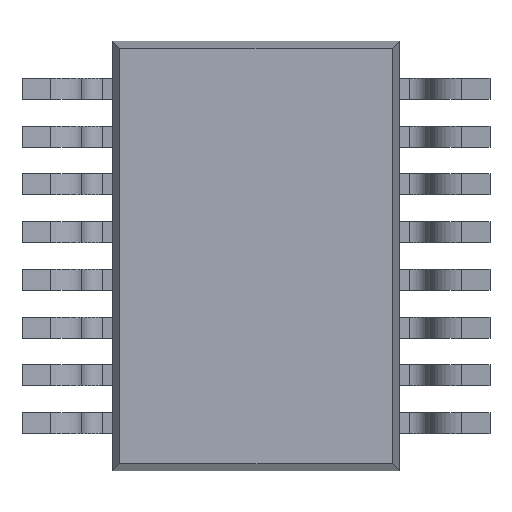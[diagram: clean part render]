
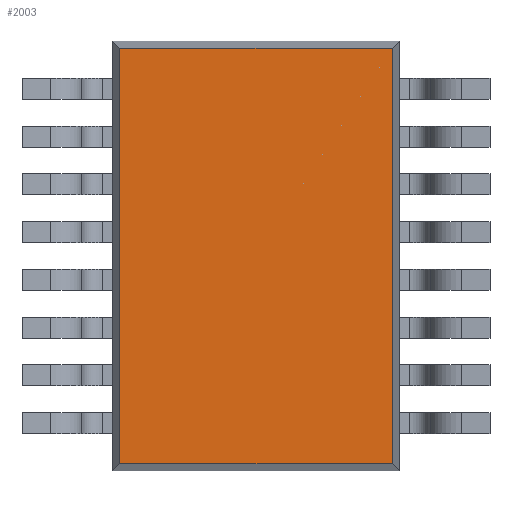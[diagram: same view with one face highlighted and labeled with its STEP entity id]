
A CAD part, front view. The second image highlights one B-rep face of the part: STEP entity #2003.
In plain terms, the highlighted planar face has unit normal (0, -1, 0).
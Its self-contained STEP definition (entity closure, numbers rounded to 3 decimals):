
#108 = LINE ( 'NONE', #9056, #10231 ) ;
#165 = DIRECTION ( 'NONE',  ( 0., 0., 1. ) ) ;
#220 = VERTEX_POINT ( 'NONE', #9705 ) ;
#620 = DIRECTION ( 'NONE',  ( -1., 0., 0. ) ) ;
#1030 = EDGE_CURVE ( 'NONE', #220, #1199, #6296, .T. ) ;
#1199 = VERTEX_POINT ( 'NONE', #3834 ) ;
#1950 = CARTESIAN_POINT ( 'NONE',  ( -1.425, 0.1, 0. ) ) ;
#2003 = ADVANCED_FACE ( 'NONE', ( #2984 ), #2428, .F. ) ;
#2016 = ORIENTED_EDGE ( 'NONE', *, *, #4644, .T. ) ;
#2428 = PLANE ( 'NONE',  #3594 ) ;
#2827 = DIRECTION ( 'NONE',  ( 0., 0., -1. ) ) ;
#2984 = FACE_OUTER_BOUND ( 'NONE', #6584, .T. ) ;
#3260 = CARTESIAN_POINT ( 'NONE',  ( 0., 0.1, 0. ) ) ;
#3281 = CARTESIAN_POINT ( 'NONE',  ( 1.425, 0.1, 2.175 ) ) ;
#3438 = CARTESIAN_POINT ( 'NONE',  ( 1.425, 0.1, -2.175 ) ) ;
#3594 = AXIS2_PLACEMENT_3D ( 'NONE', #3260, #6530, #4892 ) ;
#3834 = CARTESIAN_POINT ( 'NONE',  ( -1.425, 0.1, -2.175 ) ) ;
#3957 = EDGE_CURVE ( 'NONE', #10058, #6969, #108, .T. ) ;
#4644 = EDGE_CURVE ( 'NONE', #1199, #10058, #9546, .T. ) ;
#4892 = DIRECTION ( 'NONE',  ( 0., 0., 1. ) ) ;
#6296 = LINE ( 'NONE', #1950, #10041 ) ;
#6530 = DIRECTION ( 'NONE',  ( 0., 1., 0. ) ) ;
#6584 = EDGE_LOOP ( 'NONE', ( #7075, #2016, #9831, #8239 ) ) ;
#6852 = EDGE_CURVE ( 'NONE', #6969, #220, #10143, .T. ) ;
#6969 = VERTEX_POINT ( 'NONE', #3281 ) ;
#6986 = VECTOR ( 'NONE', #7152, 1000. ) ;
#7075 = ORIENTED_EDGE ( 'NONE', *, *, #1030, .T. ) ;
#7114 = CARTESIAN_POINT ( 'NONE',  ( 0., 0.1, 2.175 ) ) ;
#7152 = DIRECTION ( 'NONE',  ( 1., 0., 0. ) ) ;
#8239 = ORIENTED_EDGE ( 'NONE', *, *, #6852, .T. ) ;
#9056 = CARTESIAN_POINT ( 'NONE',  ( 1.425, 0.1, 0. ) ) ;
#9546 = LINE ( 'NONE', #10166, #6986 ) ;
#9705 = CARTESIAN_POINT ( 'NONE',  ( -1.425, 0.1, 2.175 ) ) ;
#9754 = VECTOR ( 'NONE', #620, 1000. ) ;
#9831 = ORIENTED_EDGE ( 'NONE', *, *, #3957, .T. ) ;
#10041 = VECTOR ( 'NONE', #2827, 1000. ) ;
#10058 = VERTEX_POINT ( 'NONE', #3438 ) ;
#10143 = LINE ( 'NONE', #7114, #9754 ) ;
#10166 = CARTESIAN_POINT ( 'NONE',  ( 0., 0.1, -2.175 ) ) ;
#10231 = VECTOR ( 'NONE', #165, 1000. ) ;
